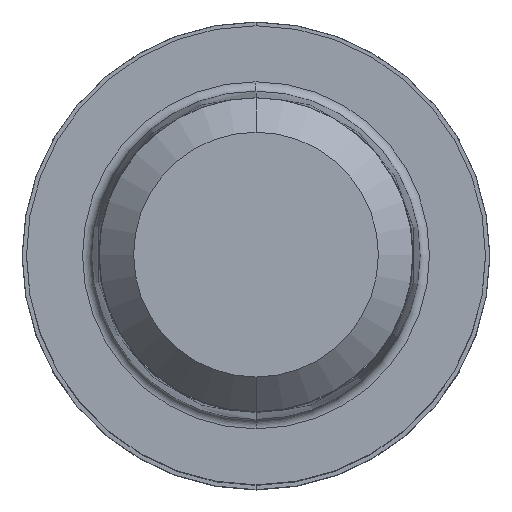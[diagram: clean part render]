
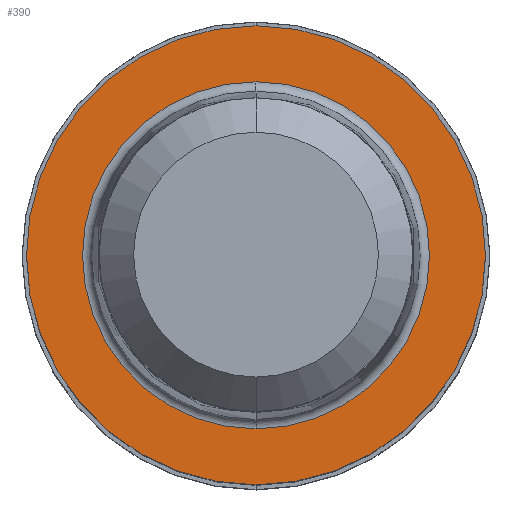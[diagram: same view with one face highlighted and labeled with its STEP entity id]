
A CAD part, top view. The second image highlights one B-rep face of the part: STEP entity #390.
In plain terms, the highlighted planar face has unit normal (0, 0, 1).
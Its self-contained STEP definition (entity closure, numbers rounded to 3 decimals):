
#202=VERTEX_POINT('',#497);
#212=EDGE_CURVE('',#202,#272,#508,.T.);
#256=EDGE_CURVE('',#280,#380,#558,.T.);
#258=EDGE_CURVE('',#272,#202,#560,.T.);
#268=EDGE_CURVE('',#380,#280,#571,.T.);
#272=VERTEX_POINT('',#575);
#280=VERTEX_POINT('',#586);
#380=VERTEX_POINT('',#697);
#390=ADVANCED_FACE('',(#708,#709),#710,.T.);
#497=CARTESIAN_POINT('',(0.0,7.85,0.01));
#508=CIRCLE('',#842,7.85);
#558=CIRCLE('',#905,5.935);
#560=CIRCLE('',#908,7.85);
#571=CIRCLE('',#922,5.935);
#575=CARTESIAN_POINT('',(0.,-7.85,0.01));
#586=CARTESIAN_POINT('',(0.,-5.935,0.01));
#697=CARTESIAN_POINT('',(0.0,5.935,0.01));
#708=FACE_OUTER_BOUND('',#1093,.T.);
#709=FACE_BOUND('',#1094,.T.);
#710=PLANE('',#1095);
#842=AXIS2_PLACEMENT_3D('',#1238,#1239,#1240);
#905=AXIS2_PLACEMENT_3D('',#1298,#1299,#1300);
#908=AXIS2_PLACEMENT_3D('',#1301,#1302,#1303);
#922=AXIS2_PLACEMENT_3D('',#1316,#1317,#1318);
#1093=EDGE_LOOP('',(#1477,#1478));
#1094=EDGE_LOOP('',(#1479,#1480));
#1095=AXIS2_PLACEMENT_3D('',#1481,#1482,#1483);
#1238=CARTESIAN_POINT('',(0.0,0.0,0.01));
#1239=DIRECTION('',(0.0,0.0,-1.0));
#1240=DIRECTION('',(0.0,1.0,0.0));
#1298=CARTESIAN_POINT('',(0.0,0.0,0.01));
#1299=DIRECTION('',(0.0,0.0,-1.0));
#1300=DIRECTION('',(0.0,1.0,0.0));
#1301=CARTESIAN_POINT('',(0.0,0.0,0.01));
#1302=DIRECTION('',(0.0,0.0,-1.0));
#1303=DIRECTION('',(0.0,1.0,0.0));
#1316=CARTESIAN_POINT('',(0.0,0.0,0.01));
#1317=DIRECTION('',(0.0,0.0,-1.0));
#1318=DIRECTION('',(0.0,1.0,0.0));
#1477=ORIENTED_EDGE('',*,*,#212,.F.);
#1478=ORIENTED_EDGE('',*,*,#258,.F.);
#1479=ORIENTED_EDGE('',*,*,#268,.T.);
#1480=ORIENTED_EDGE('',*,*,#256,.T.);
#1481=CARTESIAN_POINT('',(0.0,3.925,0.01));
#1482=DIRECTION('',(-0.0,0.0,1.0));
#1483=DIRECTION('',(0.0,-1.0,0.0));
